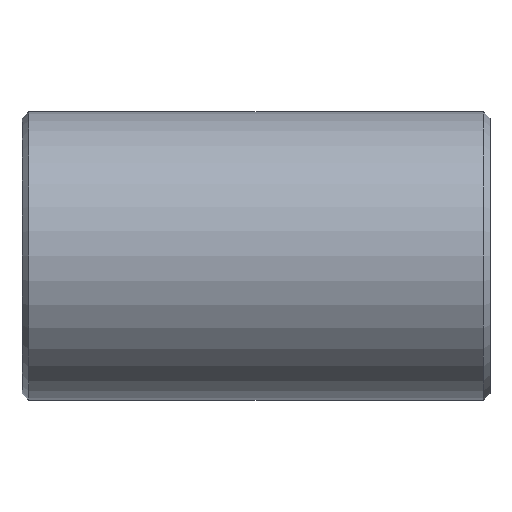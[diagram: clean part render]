
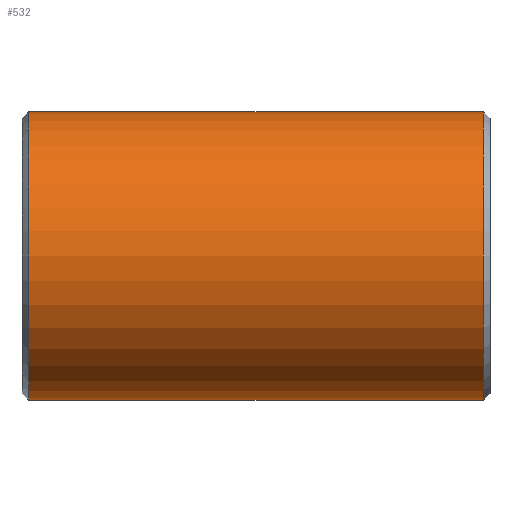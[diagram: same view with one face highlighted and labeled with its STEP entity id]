
A CAD part, front view. The second image highlights one B-rep face of the part: STEP entity #532.
In plain terms, the highlighted cylindrical face has radius 109.537 mm (diameter 219.075 mm), a partial arc.
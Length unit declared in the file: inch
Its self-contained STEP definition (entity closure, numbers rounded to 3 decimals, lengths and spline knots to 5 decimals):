
#37 = FACE_OUTER_BOUND ( 'NONE', #459, .T. ) ;
#39 = CARTESIAN_POINT ( 'NONE',  ( 7., 0., 0. ) ) ;
#42 = CIRCLE ( 'NONE', #581, 4.3125 ) ;
#64 = VERTEX_POINT ( 'NONE', #267 ) ;
#73 = EDGE_CURVE ( 'NONE', #100, #205, #396, .T. ) ;
#82 = CARTESIAN_POINT ( 'NONE',  ( -6.802, 0., -4.3125 ) ) ;
#91 = VECTOR ( 'NONE', #173, 39.37008 ) ;
#100 = VERTEX_POINT ( 'NONE', #524 ) ;
#129 = VERTEX_POINT ( 'NONE', #298 ) ;
#136 = AXIS2_PLACEMENT_3D ( 'NONE', #218, #513, #177 ) ;
#164 = EDGE_CURVE ( 'NONE', #205, #276, #582, .T. ) ;
#173 = DIRECTION ( 'NONE',  ( -1., 0., 0. ) ) ;
#177 = DIRECTION ( 'NONE',  ( 0., 0., -1. ) ) ;
#185 = ORIENTED_EDGE ( 'NONE', *, *, #512, .T. ) ;
#205 = VERTEX_POINT ( 'NONE', #388 ) ;
#214 = DIRECTION ( 'NONE',  ( -1., 0., 0. ) ) ;
#218 = CARTESIAN_POINT ( 'NONE',  ( 6.802, 0., 0. ) ) ;
#225 = ORIENTED_EDGE ( 'NONE', *, *, #316, .F. ) ;
#237 = DIRECTION ( 'NONE',  ( -1., 0., 0. ) ) ;
#238 = LINE ( 'NONE', #573, #91 ) ;
#245 = VECTOR ( 'NONE', #237, 39.37008 ) ;
#252 = AXIS2_PLACEMENT_3D ( 'NONE', #39, #214, #547 ) ;
#259 = EDGE_CURVE ( 'NONE', #276, #64, #351, .T. ) ;
#267 = CARTESIAN_POINT ( 'NONE',  ( -6.802, 0., 4.3125 ) ) ;
#276 = VERTEX_POINT ( 'NONE', #587 ) ;
#283 = VECTOR ( 'NONE', #296, 39.37008 ) ;
#296 = DIRECTION ( 'NONE',  ( -1., 0., 0. ) ) ;
#298 = CARTESIAN_POINT ( 'NONE',  ( 0., 0., -4.3125 ) ) ;
#306 = DIRECTION ( 'NONE',  ( 0., 0., 1. ) ) ;
#316 = EDGE_CURVE ( 'NONE', #100, #129, #577, .T. ) ;
#322 = DIRECTION ( 'NONE',  ( -1., 0., 0. ) ) ;
#324 = ORIENTED_EDGE ( 'NONE', *, *, #164, .T. ) ;
#340 = CARTESIAN_POINT ( 'NONE',  ( 7., 0., -4.3125 ) ) ;
#347 = VECTOR ( 'NONE', #322, 39.37008 ) ;
#351 = LINE ( 'NONE', #540, #347 ) ;
#388 = CARTESIAN_POINT ( 'NONE',  ( 6.802, 0., 4.3125 ) ) ;
#396 = CIRCLE ( 'NONE', #136, 4.3125 ) ;
#430 = EDGE_CURVE ( 'NONE', #129, #523, #238, .T. ) ;
#446 = CARTESIAN_POINT ( 'NONE',  ( -6.802, 0., 0. ) ) ;
#449 = DIRECTION ( 'NONE',  ( 1., 0., 0. ) ) ;
#459 = EDGE_LOOP ( 'NONE', ( #225, #519, #324, #478, #185, #475 ) ) ;
#475 = ORIENTED_EDGE ( 'NONE', *, *, #430, .F. ) ;
#478 = ORIENTED_EDGE ( 'NONE', *, *, #259, .T. ) ;
#485 = CARTESIAN_POINT ( 'NONE',  ( 7., 0., 4.3125 ) ) ;
#512 = EDGE_CURVE ( 'NONE', #64, #523, #42, .T. ) ;
#513 = DIRECTION ( 'NONE',  ( -1., 0., 0. ) ) ;
#519 = ORIENTED_EDGE ( 'NONE', *, *, #73, .T. ) ;
#523 = VERTEX_POINT ( 'NONE', #82 ) ;
#524 = CARTESIAN_POINT ( 'NONE',  ( 6.802, 0., -4.3125 ) ) ;
#532 = ADVANCED_FACE ( 'NONE', ( #37 ), #589, .T. ) ;
#540 = CARTESIAN_POINT ( 'NONE',  ( 7., 0., 4.3125 ) ) ;
#547 = DIRECTION ( 'NONE',  ( 0., 0., 1. ) ) ;
#573 = CARTESIAN_POINT ( 'NONE',  ( 7., 0., -4.3125 ) ) ;
#577 = LINE ( 'NONE', #340, #283 ) ;
#581 = AXIS2_PLACEMENT_3D ( 'NONE', #446, #449, #306 ) ;
#582 = LINE ( 'NONE', #485, #245 ) ;
#587 = CARTESIAN_POINT ( 'NONE',  ( 0., 0., 4.3125 ) ) ;
#589 = CYLINDRICAL_SURFACE ( 'NONE', #252, 4.3125 ) ;
